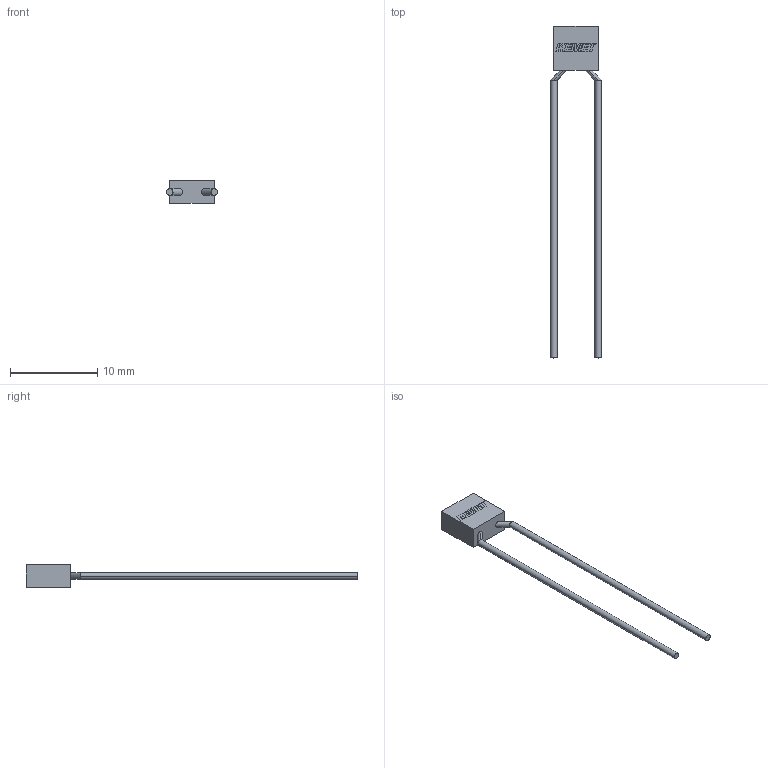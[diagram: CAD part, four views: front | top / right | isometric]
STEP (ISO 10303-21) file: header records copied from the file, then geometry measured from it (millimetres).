
FILE_DESCRIPTION (( 'STEP AP214' ), '1' );
FILE_NAME ('CCRM_HS_C052_L5.08H5.08T2.54S5.08LL31.75F0.742G1.14K.STEP', '2017-11-29T16:22:21', ( '' ), ( '' ), 'SwSTEP 2.0', 'SolidWorks 2014', '' );
FILE_SCHEMA (( 'AUTOMOTIVE_DESIGN' ));
Length unit declared in the file: millimetre
Products named in the file (1): CCRM_HS_C052_L5.08H5.08T2.54S5.08LL31.75F0.742G1.14K
Bounding box: 5.82 x 37.97 x 2.54 mm (x, y, z)
Volume: 94 mm3; surface area: 262.7 mm2
Topology: 4 solids, 4 shells, 73 faces, 189 edges, 126 vertices
Faces by surface type: plane 65, bspline 4, cylinder 4
Entity records: 3075 total; most frequent: CARTESIAN_POINT 417, ORIENTED_EDGE 378, DIRECTION 345, EDGE_CURVE 189, LINE 173, VECTOR 173, VERTEX_POINT 126, AXIS2_PLACEMENT_3D 86
